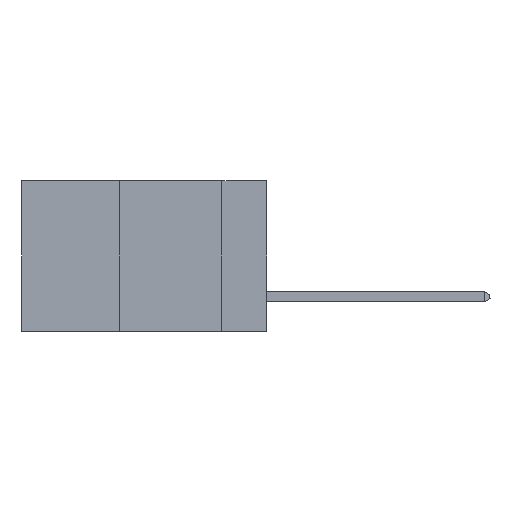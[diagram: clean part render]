
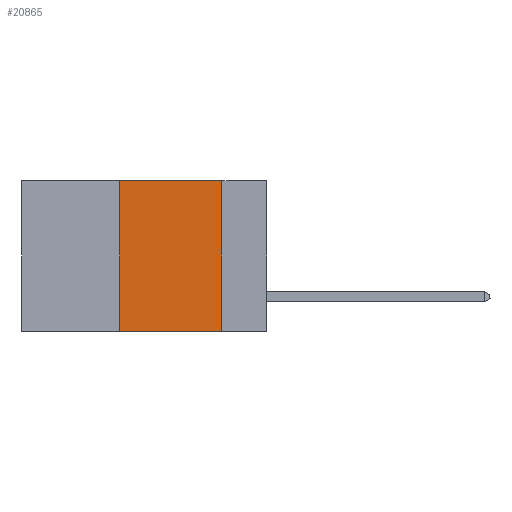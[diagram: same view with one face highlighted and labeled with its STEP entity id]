
A CAD part, left-side view. The second image highlights one B-rep face of the part: STEP entity #20865.
In plain terms, the highlighted planar face has unit normal (-1, 0, 0).
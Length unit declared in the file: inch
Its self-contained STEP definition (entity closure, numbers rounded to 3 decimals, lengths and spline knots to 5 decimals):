
#194 = ORIENTED_EDGE ( 'NONE', *, *, #780, .F. ) ;
#780 = EDGE_CURVE ( 'NONE', #15794, #843, #9331, .T. ) ;
#843 = VERTEX_POINT ( 'NONE', #34104 ) ;
#2298 = ORIENTED_EDGE ( 'NONE', *, *, #23809, .T. ) ;
#6469 = EDGE_CURVE ( 'NONE', #31454, #15794, #28244, .T. ) ;
#7061 = DIRECTION ( 'NONE',  ( 0., -1., 0. ) ) ;
#7635 = DIRECTION ( 'NONE',  ( 0., 0., -1. ) ) ;
#7703 = ORIENTED_EDGE ( 'NONE', *, *, #6469, .F. ) ;
#8428 = EDGE_LOOP ( 'NONE', ( #22693, #194, #7703, #2298 ) ) ;
#9331 = LINE ( 'NONE', #31059, #24730 ) ;
#11782 = EDGE_CURVE ( 'NONE', #843, #26002, #21884, .T. ) ;
#13071 = DIRECTION ( 'NONE',  ( 1., 0., 0. ) ) ;
#15794 = VERTEX_POINT ( 'NONE', #22089 ) ;
#17709 = CARTESIAN_POINT ( 'NONE',  ( 0., 0.36, 0. ) ) ;
#20865 = ADVANCED_FACE ( 'NONE', ( #27312 ), #28094, .F. ) ;
#21179 = CARTESIAN_POINT ( 'NONE',  ( 0., 0.11, 0. ) ) ;
#21884 = LINE ( 'NONE', #21179, #28975 ) ;
#22089 = CARTESIAN_POINT ( 'NONE',  ( 0., 0.36, 0. ) ) ;
#22693 = ORIENTED_EDGE ( 'NONE', *, *, #11782, .F. ) ;
#23266 = CARTESIAN_POINT ( 'NONE',  ( 0., 0.6, -0.37 ) ) ;
#23778 = CARTESIAN_POINT ( 'NONE',  ( 0., 0.6, 0. ) ) ;
#23809 = EDGE_CURVE ( 'NONE', #31454, #26002, #32956, .T. ) ;
#24316 = DIRECTION ( 'NONE',  ( 0., 0., -1. ) ) ;
#24697 = CARTESIAN_POINT ( 'NONE',  ( 0., 0.36, -0.37 ) ) ;
#24730 = VECTOR ( 'NONE', #7061, 39.37008 ) ;
#26002 = VERTEX_POINT ( 'NONE', #29790 ) ;
#26458 = DIRECTION ( 'NONE',  ( 0., -1., 0. ) ) ;
#27312 = FACE_OUTER_BOUND ( 'NONE', #8428, .T. ) ;
#28094 = PLANE ( 'NONE',  #32177 ) ;
#28244 = LINE ( 'NONE', #17709, #33152 ) ;
#28975 = VECTOR ( 'NONE', #7635, 39.37008 ) ;
#29560 = VECTOR ( 'NONE', #26458, 39.37008 ) ;
#29790 = CARTESIAN_POINT ( 'NONE',  ( 0., 0.11, -0.37 ) ) ;
#31059 = CARTESIAN_POINT ( 'NONE',  ( 0., 0.6, 0. ) ) ;
#31454 = VERTEX_POINT ( 'NONE', #24697 ) ;
#32177 = AXIS2_PLACEMENT_3D ( 'NONE', #23778, #13071, #24316 ) ;
#32956 = LINE ( 'NONE', #23266, #29560 ) ;
#33152 = VECTOR ( 'NONE', #33645, 39.37008 ) ;
#33645 = DIRECTION ( 'NONE',  ( 0., 0., 1. ) ) ;
#34104 = CARTESIAN_POINT ( 'NONE',  ( 0., 0.11, 0. ) ) ;
